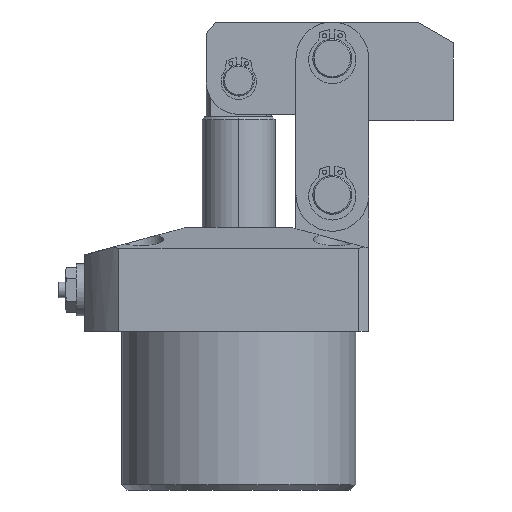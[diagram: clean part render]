
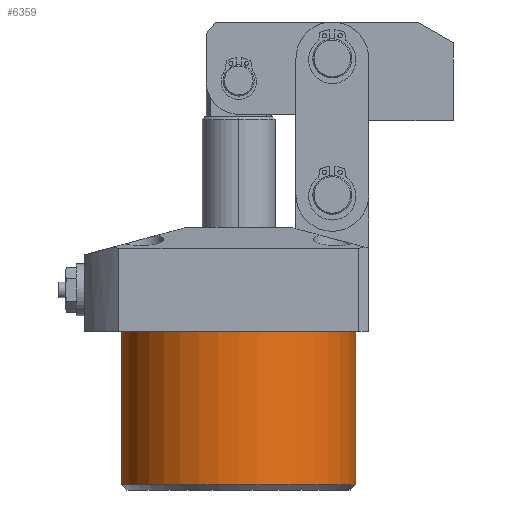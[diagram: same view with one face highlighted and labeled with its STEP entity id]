
A CAD part, front view. The second image highlights one B-rep face of the part: STEP entity #6359.
In plain terms, the highlighted cylindrical face has radius 45 mm (diameter 90 mm), a partial arc.
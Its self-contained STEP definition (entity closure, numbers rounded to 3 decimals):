
#2156 = EDGE_LOOP ( 'NONE', ( #11402, #11396, #11401, #6767 ) ) ;
#2790 = VERTEX_POINT ( 'NONE', #4930 ) ;
#2791 = VERTEX_POINT ( 'NONE', #4923 ) ;
#2860 = VERTEX_POINT ( 'NONE', #3295 ) ;
#2864 = VERTEX_POINT ( 'NONE', #3296 ) ;
#3295 = CARTESIAN_POINT ( 'NONE',  ( -45., 0., 0. ) ) ;
#3296 = CARTESIAN_POINT ( 'NONE',  ( 45., 0., 0. ) ) ;
#4281 = DIRECTION ( 'NONE',  ( 1., 0., 0. ) ) ;
#4284 = DIRECTION ( 'NONE',  ( 0., 0., 1. ) ) ;
#4285 = CARTESIAN_POINT ( 'NONE',  ( 0., 0., -61. ) ) ;
#4728 = FACE_OUTER_BOUND ( 'NONE', #2156, .T. ) ;
#4732 = CYLINDRICAL_SURFACE ( 'NONE', #7324, 45. ) ;
#4923 = CARTESIAN_POINT ( 'NONE',  ( -45., 0., -59. ) ) ;
#4930 = CARTESIAN_POINT ( 'NONE',  ( 45., 0., -59. ) ) ;
#6359 = ADVANCED_FACE ( 'NONE', ( #4728 ), #4732, .T. ) ;
#6767 = ORIENTED_EDGE ( 'NONE', *, *, #6966, .T. ) ;
#6894 = EDGE_CURVE ( 'NONE', #2791, #2790, #8887, .T. ) ;
#6966 = EDGE_CURVE ( 'NONE', #2864, #2860, #8979, .T. ) ;
#6993 = EDGE_CURVE ( 'NONE', #2790, #2864, #9017, .T. ) ;
#6995 = EDGE_CURVE ( 'NONE', #2791, #2860, #9021, .T. ) ;
#7324 = AXIS2_PLACEMENT_3D ( 'NONE', #4285, #4284, #4281 ) ;
#7576 = AXIS2_PLACEMENT_3D ( 'NONE', #9685, #9686, #9687 ) ;
#7584 = AXIS2_PLACEMENT_3D ( 'NONE', #9943, #9944, #9945 ) ;
#8887 = CIRCLE ( 'NONE', #7576, 45. ) ;
#8979 = CIRCLE ( 'NONE', #7584, 45. ) ;
#9017 = LINE ( 'NONE', #10038, #9020 ) ;
#9020 = VECTOR ( 'NONE', #10039, 1000. ) ;
#9021 = LINE ( 'NONE', #10022, #9023 ) ;
#9023 = VECTOR ( 'NONE', #10021, 1000. ) ;
#9685 = CARTESIAN_POINT ( 'NONE',  ( 0., 0., -59. ) ) ;
#9686 = DIRECTION ( 'NONE',  ( 0., 0., 1. ) ) ;
#9687 = DIRECTION ( 'NONE',  ( -1., 0., 0. ) ) ;
#9943 = CARTESIAN_POINT ( 'NONE',  ( 0., 0., 0. ) ) ;
#9944 = DIRECTION ( 'NONE',  ( 0., 0., -1. ) ) ;
#9945 = DIRECTION ( 'NONE',  ( 1., 0., 0. ) ) ;
#10021 = DIRECTION ( 'NONE',  ( 0., 0., 1. ) ) ;
#10022 = CARTESIAN_POINT ( 'NONE',  ( -45., 0., -61. ) ) ;
#10038 = CARTESIAN_POINT ( 'NONE',  ( 45., 0., -61. ) ) ;
#10039 = DIRECTION ( 'NONE',  ( 0., 0., 1. ) ) ;
#11396 = ORIENTED_EDGE ( 'NONE', *, *, #6894, .T. ) ;
#11401 = ORIENTED_EDGE ( 'NONE', *, *, #6993, .T. ) ;
#11402 = ORIENTED_EDGE ( 'NONE', *, *, #6995, .F. ) ;
